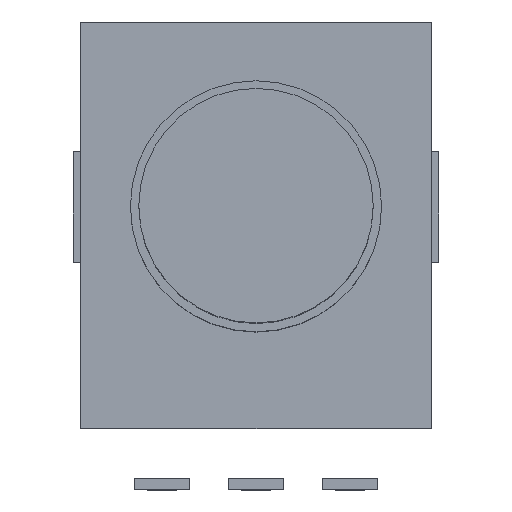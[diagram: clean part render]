
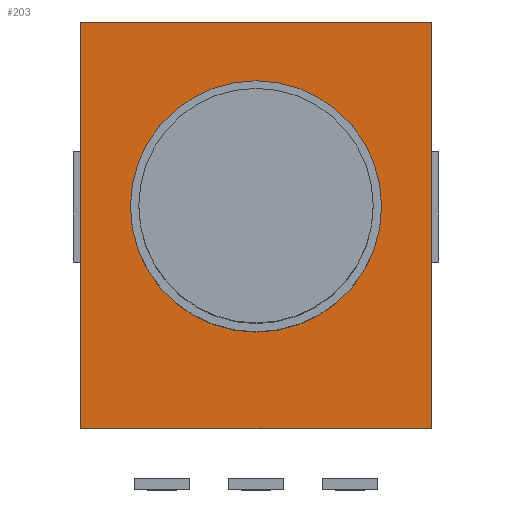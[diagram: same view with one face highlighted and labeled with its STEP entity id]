
A CAD part, top view. The second image highlights one B-rep face of the part: STEP entity #203.
In plain terms, the highlighted planar face has unit normal (0, 0, 1).
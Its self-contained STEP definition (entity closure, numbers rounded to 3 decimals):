
#74 = VERTEX_POINT('',#75);
#75 = CARTESIAN_POINT('',(0.,0.,7.));
#90 = VERTEX_POINT('',#91);
#91 = CARTESIAN_POINT('',(0.,11.,7.));
#97 = EDGE_CURVE('',#74,#90,#98,.T.);
#98 = LINE('',#99,#100);
#99 = CARTESIAN_POINT('',(0.,0.,7.));
#100 = VECTOR('',#101,1.);
#101 = DIRECTION('',(-0.,1.,0.));
#114 = VERTEX_POINT('',#115);
#115 = CARTESIAN_POINT('',(9.5,0.,7.));
#130 = VERTEX_POINT('',#131);
#131 = CARTESIAN_POINT('',(9.5,11.,7.));
#137 = EDGE_CURVE('',#114,#130,#138,.T.);
#138 = LINE('',#139,#140);
#139 = CARTESIAN_POINT('',(9.5,0.,7.));
#140 = VECTOR('',#141,1.);
#141 = DIRECTION('',(-0.,1.,0.));
#158 = EDGE_CURVE('',#74,#114,#159,.T.);
#159 = LINE('',#160,#161);
#160 = CARTESIAN_POINT('',(0.,0.,7.));
#161 = VECTOR('',#162,1.);
#162 = DIRECTION('',(1.,0.,-0.));
#180 = EDGE_CURVE('',#90,#130,#181,.T.);
#181 = LINE('',#182,#183);
#182 = CARTESIAN_POINT('',(0.,11.,7.));
#183 = VECTOR('',#184,1.);
#184 = DIRECTION('',(1.,0.,-0.));
#203 = ADVANCED_FACE('',(#204),#210,.T.);
#204 = FACE_BOUND('',#205,.T.);
#205 = EDGE_LOOP('',(#206,#207,#208,#209));
#206 = ORIENTED_EDGE('',*,*,#97,.F.);
#207 = ORIENTED_EDGE('',*,*,#158,.T.);
#208 = ORIENTED_EDGE('',*,*,#137,.T.);
#209 = ORIENTED_EDGE('',*,*,#180,.F.);
#210 = PLANE('',#211);
#211 = AXIS2_PLACEMENT_3D('',#212,#213,#214);
#212 = CARTESIAN_POINT('',(0.,0.,7.));
#213 = DIRECTION('',(0.,0.,1.));
#214 = DIRECTION('',(1.,0.,-0.));
